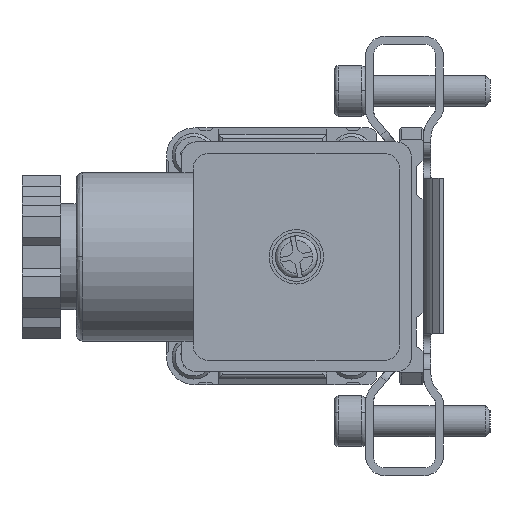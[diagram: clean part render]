
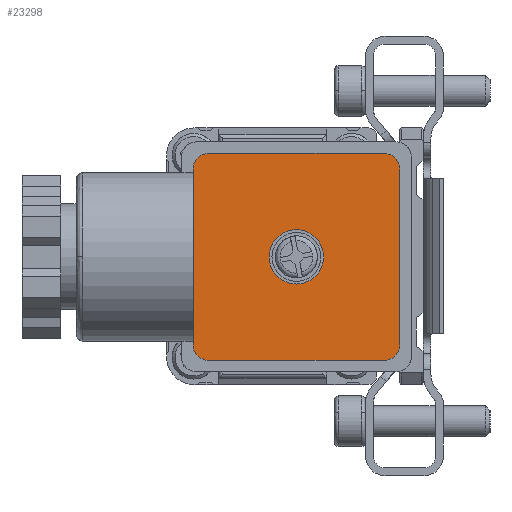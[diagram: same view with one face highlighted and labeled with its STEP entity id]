
A CAD part, left-side view. The second image highlights one B-rep face of the part: STEP entity #23298.
In plain terms, the highlighted planar face has unit normal (-1, 0, 0).
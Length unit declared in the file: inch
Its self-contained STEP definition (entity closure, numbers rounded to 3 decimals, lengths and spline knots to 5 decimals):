
#35 = CARTESIAN_POINT ( 'NONE',  ( -1.07087, 1.08661, 1.17007 ) ) ;
#495 = CARTESIAN_POINT ( 'NONE',  ( -1.07087, 0.19685, 1.17007 ) ) ;
#885 = CARTESIAN_POINT ( 'NONE',  ( -1.07087, 1.16535, 1.09133 ) ) ;
#1689 = VERTEX_POINT ( 'NONE', #885 ) ;
#2109 = EDGE_CURVE ( 'NONE', #1689, #3981, #4057, .T. ) ;
#2279 = EDGE_LOOP ( 'NONE', ( #15446 ) ) ;
#2746 = VECTOR ( 'NONE', #20541, 39.37008 ) ;
#2850 = ORIENTED_EDGE ( 'NONE', *, *, #3827, .F. ) ;
#2856 = FACE_BOUND ( 'NONE', #2279, .T. ) ;
#3565 = DIRECTION ( 'NONE',  ( 0., 1., 0. ) ) ;
#3827 = EDGE_CURVE ( 'NONE', #27850, #10624, #27577, .T. ) ;
#3915 = EDGE_CURVE ( 'NONE', #27850, #25090, #15056, .T. ) ;
#3959 = LINE ( 'NONE', #29087, #13937 ) ;
#3981 = VERTEX_POINT ( 'NONE', #14444 ) ;
#4057 = LINE ( 'NONE', #25624, #2746 ) ;
#4480 = EDGE_CURVE ( 'NONE', #25745, #10624, #14527, .T. ) ;
#4924 = CIRCLE ( 'NONE', #15765, 0.1378 ) ;
#5287 = CIRCLE ( 'NONE', #27435, 0.07874 ) ;
#5672 = DIRECTION ( 'NONE',  ( 0., 1., 0. ) ) ;
#5847 = AXIS2_PLACEMENT_3D ( 'NONE', #12607, #17065, #5672 ) ;
#6347 = EDGE_CURVE ( 'NONE', #1689, #25090, #18635, .T. ) ;
#6444 = ORIENTED_EDGE ( 'NONE', *, *, #4480, .T. ) ;
#6783 = CARTESIAN_POINT ( 'NONE',  ( -1.07087, 0.64173, 0.78424 ) ) ;
#7455 = CARTESIAN_POINT ( 'NONE',  ( -1.07087, 1.08661, 0.12282 ) ) ;
#7607 = FACE_OUTER_BOUND ( 'NONE', #11378, .T. ) ;
#7745 = CIRCLE ( 'NONE', #15640, 0.07874 ) ;
#7868 = DIRECTION ( 'NONE',  ( -1., 0., 0. ) ) ;
#8021 = CARTESIAN_POINT ( 'NONE',  ( -1.07087, 1.08661, 0.20156 ) ) ;
#10610 = EDGE_CURVE ( 'NONE', #25194, #18822, #3959, .T. ) ;
#10624 = VERTEX_POINT ( 'NONE', #13041 ) ;
#11034 = CARTESIAN_POINT ( 'NONE',  ( -1.07087, 0.19685, 0.20156 ) ) ;
#11378 = EDGE_LOOP ( 'NONE', ( #20759, #6444, #2850, #19343, #16232, #16815, #15479, #26233 ) ) ;
#11832 = DIRECTION ( 'NONE',  ( 0., 1., 0. ) ) ;
#12060 = DIRECTION ( 'NONE',  ( 0., 0., 1. ) ) ;
#12258 = PLANE ( 'NONE',  #12542 ) ;
#12521 = CARTESIAN_POINT ( 'NONE',  ( -1.07087, 0.11811, 1.09133 ) ) ;
#12542 = AXIS2_PLACEMENT_3D ( 'NONE', #14418, #21186, #30447 ) ;
#12607 = CARTESIAN_POINT ( 'NONE',  ( -1.07087, 1.08661, 1.09133 ) ) ;
#12855 = VECTOR ( 'NONE', #12060, 39.37008 ) ;
#13041 = CARTESIAN_POINT ( 'NONE',  ( -1.07087, 0.11811, 1.09133 ) ) ;
#13418 = CARTESIAN_POINT ( 'NONE',  ( -1.07087, 0.19685, 0.12282 ) ) ;
#13702 = DIRECTION ( 'NONE',  ( 1., 0., 0. ) ) ;
#13937 = VECTOR ( 'NONE', #24603, 39.37008 ) ;
#14284 = AXIS2_PLACEMENT_3D ( 'NONE', #23524, #13702, #11832 ) ;
#14418 = CARTESIAN_POINT ( 'NONE',  ( -1.07087, 1.16535, 0.12282 ) ) ;
#14444 = CARTESIAN_POINT ( 'NONE',  ( -1.07087, 1.16535, 0.20156 ) ) ;
#14527 = LINE ( 'NONE', #12521, #12855 ) ;
#15056 = LINE ( 'NONE', #26608, #15305 ) ;
#15206 = EDGE_CURVE ( 'NONE', #30059, #30059, #4924, .T. ) ;
#15305 = VECTOR ( 'NONE', #21361, 39.37008 ) ;
#15446 = ORIENTED_EDGE ( 'NONE', *, *, #15206, .F. ) ;
#15479 = ORIENTED_EDGE ( 'NONE', *, *, #16509, .F. ) ;
#15640 = AXIS2_PLACEMENT_3D ( 'NONE', #11034, #30144, #29837 ) ;
#15765 = AXIS2_PLACEMENT_3D ( 'NONE', #19584, #7868, #21886 ) ;
#16232 = ORIENTED_EDGE ( 'NONE', *, *, #6347, .F. ) ;
#16509 = EDGE_CURVE ( 'NONE', #25194, #3981, #5287, .T. ) ;
#16815 = ORIENTED_EDGE ( 'NONE', *, *, #2109, .T. ) ;
#17065 = DIRECTION ( 'NONE',  ( 1., 0., 0. ) ) ;
#18635 = CIRCLE ( 'NONE', #5847, 0.07874 ) ;
#18822 = VERTEX_POINT ( 'NONE', #13418 ) ;
#19343 = ORIENTED_EDGE ( 'NONE', *, *, #3915, .T. ) ;
#19584 = CARTESIAN_POINT ( 'NONE',  ( -1.07087, 0.64173, 0.64645 ) ) ;
#20541 = DIRECTION ( 'NONE',  ( 0., 0., -1. ) ) ;
#20759 = ORIENTED_EDGE ( 'NONE', *, *, #22062, .F. ) ;
#21186 = DIRECTION ( 'NONE',  ( 1., 0., 0. ) ) ;
#21361 = DIRECTION ( 'NONE',  ( 0., 1., 0. ) ) ;
#21886 = DIRECTION ( 'NONE',  ( 0., 0., 1. ) ) ;
#22062 = EDGE_CURVE ( 'NONE', #25745, #18822, #7745, .T. ) ;
#23298 = ADVANCED_FACE ( 'NONE', ( #2856, #7607 ), #12258, .F. ) ;
#23524 = CARTESIAN_POINT ( 'NONE',  ( -1.07087, 0.19685, 1.09133 ) ) ;
#24603 = DIRECTION ( 'NONE',  ( 0., -1., 0. ) ) ;
#25090 = VERTEX_POINT ( 'NONE', #35 ) ;
#25194 = VERTEX_POINT ( 'NONE', #7455 ) ;
#25624 = CARTESIAN_POINT ( 'NONE',  ( -1.07087, 1.16535, 1.09133 ) ) ;
#25745 = VERTEX_POINT ( 'NONE', #30216 ) ;
#26233 = ORIENTED_EDGE ( 'NONE', *, *, #10610, .T. ) ;
#26608 = CARTESIAN_POINT ( 'NONE',  ( -1.07087, 1.08661, 1.17007 ) ) ;
#26819 = DIRECTION ( 'NONE',  ( 1., 0., 0. ) ) ;
#27435 = AXIS2_PLACEMENT_3D ( 'NONE', #8021, #26819, #3565 ) ;
#27577 = CIRCLE ( 'NONE', #14284, 0.07874 ) ;
#27850 = VERTEX_POINT ( 'NONE', #495 ) ;
#29087 = CARTESIAN_POINT ( 'NONE',  ( -1.07087, 0.19685, 0.12282 ) ) ;
#29837 = DIRECTION ( 'NONE',  ( 0., 1., 0. ) ) ;
#30059 = VERTEX_POINT ( 'NONE', #6783 ) ;
#30144 = DIRECTION ( 'NONE',  ( 1., 0., 0. ) ) ;
#30216 = CARTESIAN_POINT ( 'NONE',  ( -1.07087, 0.11811, 0.20156 ) ) ;
#30447 = DIRECTION ( 'NONE',  ( 0., 0., -1. ) ) ;
